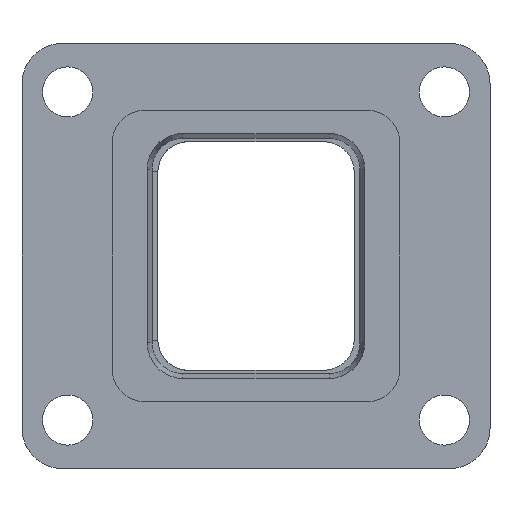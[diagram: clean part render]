
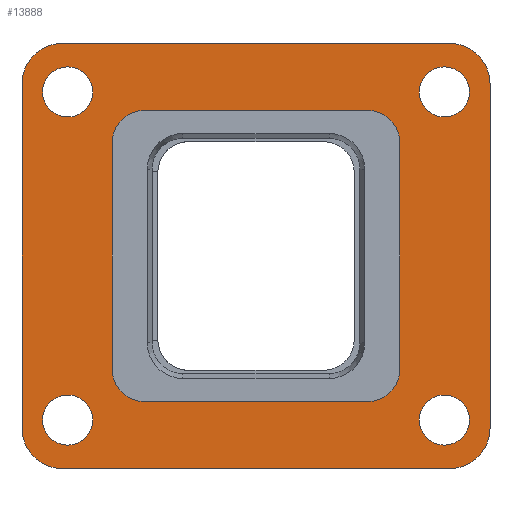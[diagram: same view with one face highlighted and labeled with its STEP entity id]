
A CAD part, front view. The second image highlights one B-rep face of the part: STEP entity #13888.
In plain terms, the highlighted planar face has unit normal (0, -1, 0).
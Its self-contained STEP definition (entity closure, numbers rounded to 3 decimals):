
#572=CARTESIAN_POINT('',(-11.975,-3.6,10.65));
#573=DIRECTION('',(0.,-1.,0.));
#574=DIRECTION('',(0.,0.,1.));
#575=AXIS2_PLACEMENT_3D('',#572,#573,#574);
#577=DIRECTION('',(1.,0.,0.));
#578=VECTOR('',#577,23.95);
#579=CARTESIAN_POINT('',(-11.975,-3.6,13.15));
#580=LINE('',#579,#578);
#581=CARTESIAN_POINT('',(11.975,-3.6,10.65));
#582=DIRECTION('',(0.,-1.,0.));
#583=DIRECTION('',(1.,0.,0.));
#584=AXIS2_PLACEMENT_3D('',#581,#582,#583);
#586=DIRECTION('',(0.,0.,-1.));
#587=VECTOR('',#586,21.3);
#588=CARTESIAN_POINT('',(14.475,-3.6,10.65));
#589=LINE('',#588,#587);
#590=CARTESIAN_POINT('',(11.975,-3.6,-10.65));
#591=DIRECTION('',(0.,-1.,0.));
#592=DIRECTION('',(0.,0.,-1.));
#593=AXIS2_PLACEMENT_3D('',#590,#591,#592);
#595=DIRECTION('',(-1.,0.,0.));
#596=VECTOR('',#595,23.95);
#597=CARTESIAN_POINT('',(11.975,-3.6,-13.15));
#598=LINE('',#597,#596);
#599=CARTESIAN_POINT('',(-11.975,-3.6,-10.65));
#600=DIRECTION('',(0.,-1.,0.));
#601=DIRECTION('',(-1.,0.,0.));
#602=AXIS2_PLACEMENT_3D('',#599,#600,#601);
#604=DIRECTION('',(0.,0.,1.));
#605=VECTOR('',#604,21.3);
#606=CARTESIAN_POINT('',(-14.475,-3.6,-10.65));
#607=LINE('',#606,#605);
#608=CARTESIAN_POINT('',(11.65,-3.6,10.15));
#609=DIRECTION('',(0.,-1.,0.));
#610=DIRECTION('',(1.,0.,0.));
#611=AXIS2_PLACEMENT_3D('',#608,#609,#610);
#613=CARTESIAN_POINT('',(11.65,-3.6,10.15));
#614=DIRECTION('',(0.,-1.,0.));
#615=DIRECTION('',(-1.,0.,0.));
#616=AXIS2_PLACEMENT_3D('',#613,#614,#615);
#618=CARTESIAN_POINT('',(-11.65,-3.6,10.15));
#619=DIRECTION('',(0.,-1.,0.));
#620=DIRECTION('',(1.,0.,0.));
#621=AXIS2_PLACEMENT_3D('',#618,#619,#620);
#623=CARTESIAN_POINT('',(-11.65,-3.6,10.15));
#624=DIRECTION('',(0.,-1.,0.));
#625=DIRECTION('',(-1.,0.,0.));
#626=AXIS2_PLACEMENT_3D('',#623,#624,#625);
#628=CARTESIAN_POINT('',(-11.65,-3.6,-10.15));
#629=DIRECTION('',(0.,-1.,0.));
#630=DIRECTION('',(1.,0.,0.));
#631=AXIS2_PLACEMENT_3D('',#628,#629,#630);
#633=CARTESIAN_POINT('',(-11.65,-3.6,-10.15));
#634=DIRECTION('',(0.,-1.,0.));
#635=DIRECTION('',(-1.,0.,0.));
#636=AXIS2_PLACEMENT_3D('',#633,#634,#635);
#638=CARTESIAN_POINT('',(11.65,-3.6,-10.15));
#639=DIRECTION('',(0.,-1.,0.));
#640=DIRECTION('',(1.,0.,0.));
#641=AXIS2_PLACEMENT_3D('',#638,#639,#640);
#643=CARTESIAN_POINT('',(11.65,-3.6,-10.15));
#644=DIRECTION('',(0.,-1.,0.));
#645=DIRECTION('',(-1.,0.,0.));
#646=AXIS2_PLACEMENT_3D('',#643,#644,#645);
#716=DIRECTION('',(1.,0.,0.));
#717=VECTOR('',#716,13.8);
#718=CARTESIAN_POINT('',(-6.9,-3.6,-9.));
#719=LINE('',#718,#717);
#728=CARTESIAN_POINT('',(-6.9,-3.6,-7.));
#729=DIRECTION('',(0.,1.,0.));
#730=DIRECTION('',(0.,0.,-1.));
#731=AXIS2_PLACEMENT_3D('',#728,#729,#730);
#737=DIRECTION('',(0.,0.,-1.));
#738=VECTOR('',#737,14.);
#739=CARTESIAN_POINT('',(-8.9,-3.6,7.));
#740=LINE('',#739,#738);
#745=CARTESIAN_POINT('',(-6.9,-3.6,7.));
#746=DIRECTION('',(0.,1.,0.));
#747=DIRECTION('',(-1.,0.,0.));
#748=AXIS2_PLACEMENT_3D('',#745,#746,#747);
#750=DIRECTION('',(-1.,0.,0.));
#751=VECTOR('',#750,13.8);
#752=CARTESIAN_POINT('',(6.9,-3.6,9.));
#753=LINE('',#752,#751);
#762=CARTESIAN_POINT('',(6.9,-3.6,7.));
#763=DIRECTION('',(0.,1.,0.));
#764=DIRECTION('',(0.,0.,1.));
#765=AXIS2_PLACEMENT_3D('',#762,#763,#764);
#771=DIRECTION('',(0.,0.,1.));
#772=VECTOR('',#771,14.);
#773=CARTESIAN_POINT('',(8.9,-3.6,-7.));
#774=LINE('',#773,#772);
#779=CARTESIAN_POINT('',(6.9,-3.6,-7.));
#780=DIRECTION('',(0.,1.,0.));
#781=DIRECTION('',(1.,0.,0.));
#782=AXIS2_PLACEMENT_3D('',#779,#780,#781);
#10191=CARTESIAN_POINT('',(13.2,-3.6,10.15));
#10192=CARTESIAN_POINT('',(10.1,-3.6,10.15));
#10193=VERTEX_POINT('',#10191);
#10194=VERTEX_POINT('',#10192);
#10195=CARTESIAN_POINT('',(-10.1,-3.6,10.15));
#10196=CARTESIAN_POINT('',(-13.2,-3.6,10.15));
#10197=VERTEX_POINT('',#10195);
#10198=VERTEX_POINT('',#10196);
#10199=CARTESIAN_POINT('',(-10.1,-3.6,-10.15));
#10200=CARTESIAN_POINT('',(-13.2,-3.6,-10.15));
#10201=VERTEX_POINT('',#10199);
#10202=VERTEX_POINT('',#10200);
#10203=CARTESIAN_POINT('',(13.2,-3.6,-10.15));
#10204=CARTESIAN_POINT('',(10.1,-3.6,-10.15));
#10205=VERTEX_POINT('',#10203);
#10206=VERTEX_POINT('',#10204);
#10207=CARTESIAN_POINT('',(-11.975,-3.6,13.15));
#10208=CARTESIAN_POINT('',(-14.475,-3.6,10.65));
#10209=VERTEX_POINT('',#10207);
#10210=VERTEX_POINT('',#10208);
#10215=CARTESIAN_POINT('',(-14.475,-3.6,-10.65));
#10216=CARTESIAN_POINT('',(-11.975,-3.6,-13.15));
#10217=VERTEX_POINT('',#10215);
#10218=VERTEX_POINT('',#10216);
#10223=CARTESIAN_POINT('',(11.975,-3.6,-13.15));
#10224=CARTESIAN_POINT('',(14.475,-3.6,-10.65));
#10225=VERTEX_POINT('',#10223);
#10226=VERTEX_POINT('',#10224);
#10231=CARTESIAN_POINT('',(14.475,-3.6,10.65));
#10232=CARTESIAN_POINT('',(11.975,-3.6,13.15));
#10233=VERTEX_POINT('',#10231);
#10234=VERTEX_POINT('',#10232);
#10253=CARTESIAN_POINT('',(6.9,-3.6,9.));
#10254=CARTESIAN_POINT('',(-6.9,-3.6,9.));
#10255=VERTEX_POINT('',#10253);
#10256=VERTEX_POINT('',#10254);
#10257=CARTESIAN_POINT('',(-6.9,-3.6,-9.));
#10258=CARTESIAN_POINT('',(6.9,-3.6,-9.));
#10259=VERTEX_POINT('',#10257);
#10260=VERTEX_POINT('',#10258);
#10261=CARTESIAN_POINT('',(8.9,-3.6,7.));
#10262=VERTEX_POINT('',#10261);
#10263=CARTESIAN_POINT('',(-8.9,-3.6,-7.));
#10264=VERTEX_POINT('',#10263);
#10291=CARTESIAN_POINT('',(8.9,-3.6,-7.));
#10292=VERTEX_POINT('',#10291);
#10301=CARTESIAN_POINT('',(-8.9,-3.6,7.));
#10302=VERTEX_POINT('',#10301);
#13826=CARTESIAN_POINT('',(-7.1,-3.6,8.3));
#13827=DIRECTION('',(0.,1.,0.));
#13828=DIRECTION('',(-1.,0.,0.));
#13829=AXIS2_PLACEMENT_3D('',#13826,#13827,#13828);
#13830=PLANE('',#13829);
#13832=ORIENTED_EDGE('',*,*,#13831,.F.);
#13834=ORIENTED_EDGE('',*,*,#13833,.T.);
#13836=ORIENTED_EDGE('',*,*,#13835,.F.);
#13837=ORIENTED_EDGE('',*,*,#13765,.T.);
#13838=ORIENTED_EDGE('',*,*,#13817,.F.);
#13840=ORIENTED_EDGE('',*,*,#13839,.T.);
#13842=ORIENTED_EDGE('',*,*,#13841,.F.);
#13843=ORIENTED_EDGE('',*,*,#13661,.T.);
#13844=EDGE_LOOP('',(#13832,#13834,#13836,#13837,#13838,#13840,#13842,#13843));
#13845=FACE_OUTER_BOUND('',#13844,.F.);
#13847=ORIENTED_EDGE('',*,*,#13846,.T.);
#13849=ORIENTED_EDGE('',*,*,#13848,.T.);
#13850=EDGE_LOOP('',(#13847,#13849));
#13851=FACE_BOUND('',#13850,.F.);
#13853=ORIENTED_EDGE('',*,*,#13852,.T.);
#13855=ORIENTED_EDGE('',*,*,#13854,.T.);
#13856=EDGE_LOOP('',(#13853,#13855));
#13857=FACE_BOUND('',#13856,.F.);
#13859=ORIENTED_EDGE('',*,*,#13858,.T.);
#13861=ORIENTED_EDGE('',*,*,#13860,.T.);
#13862=EDGE_LOOP('',(#13859,#13861));
#13863=FACE_BOUND('',#13862,.F.);
#13865=ORIENTED_EDGE('',*,*,#13864,.T.);
#13867=ORIENTED_EDGE('',*,*,#13866,.T.);
#13868=EDGE_LOOP('',(#13865,#13867));
#13869=FACE_BOUND('',#13868,.F.);
#13871=ORIENTED_EDGE('',*,*,#13870,.T.);
#13873=ORIENTED_EDGE('',*,*,#13872,.F.);
#13875=ORIENTED_EDGE('',*,*,#13874,.T.);
#13877=ORIENTED_EDGE('',*,*,#13876,.F.);
#13879=ORIENTED_EDGE('',*,*,#13878,.T.);
#13881=ORIENTED_EDGE('',*,*,#13880,.F.);
#13883=ORIENTED_EDGE('',*,*,#13882,.T.);
#13885=ORIENTED_EDGE('',*,*,#13884,.F.);
#13886=EDGE_LOOP('',(#13871,#13873,#13875,#13877,#13879,#13881,#13883,#13885));
#13887=FACE_BOUND('',#13886,.F.);
#13888=ADVANCED_FACE('',(#13845,#13851,#13857,#13863,#13869,#13887),#13830,.F.);
#576=CIRCLE('',#575,2.5);
#585=CIRCLE('',#584,2.5);
#594=CIRCLE('',#593,2.5);
#603=CIRCLE('',#602,2.5);
#612=CIRCLE('',#611,1.55);
#617=CIRCLE('',#616,1.55);
#622=CIRCLE('',#621,1.55);
#627=CIRCLE('',#626,1.55);
#632=CIRCLE('',#631,1.55);
#637=CIRCLE('',#636,1.55);
#642=CIRCLE('',#641,1.55);
#647=CIRCLE('',#646,1.55);
#732=CIRCLE('',#731,2.);
#749=CIRCLE('',#748,2.);
#766=CIRCLE('',#765,2.);
#783=CIRCLE('',#782,2.);
#13661=EDGE_CURVE('',#10217,#10210,#607,.T.);
#13765=EDGE_CURVE('',#10233,#10226,#589,.T.);
#13817=EDGE_CURVE('',#10225,#10226,#594,.T.);
#13831=EDGE_CURVE('',#10209,#10210,#576,.T.);
#13833=EDGE_CURVE('',#10209,#10234,#580,.T.);
#13835=EDGE_CURVE('',#10233,#10234,#585,.T.);
#13839=EDGE_CURVE('',#10225,#10218,#598,.T.);
#13841=EDGE_CURVE('',#10217,#10218,#603,.T.);
#13846=EDGE_CURVE('',#10193,#10194,#612,.T.);
#13848=EDGE_CURVE('',#10194,#10193,#617,.T.);
#13852=EDGE_CURVE('',#10197,#10198,#622,.T.);
#13854=EDGE_CURVE('',#10198,#10197,#627,.T.);
#13858=EDGE_CURVE('',#10201,#10202,#632,.T.);
#13860=EDGE_CURVE('',#10202,#10201,#637,.T.);
#13864=EDGE_CURVE('',#10205,#10206,#642,.T.);
#13866=EDGE_CURVE('',#10206,#10205,#647,.T.);
#13870=EDGE_CURVE('',#10259,#10260,#719,.T.);
#13872=EDGE_CURVE('',#10292,#10260,#783,.T.);
#13874=EDGE_CURVE('',#10292,#10262,#774,.T.);
#13876=EDGE_CURVE('',#10255,#10262,#766,.T.);
#13878=EDGE_CURVE('',#10255,#10256,#753,.T.);
#13880=EDGE_CURVE('',#10302,#10256,#749,.T.);
#13882=EDGE_CURVE('',#10302,#10264,#740,.T.);
#13884=EDGE_CURVE('',#10259,#10264,#732,.T.);
